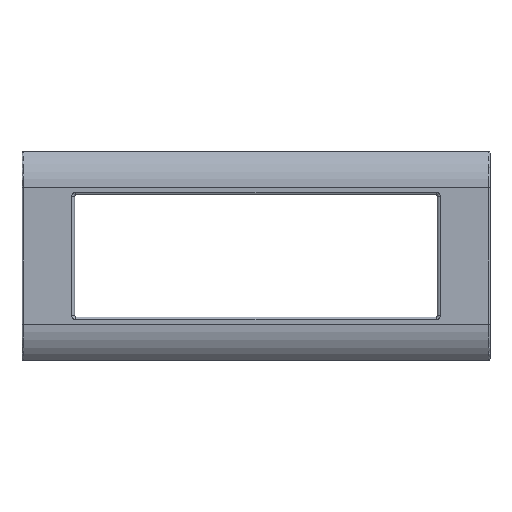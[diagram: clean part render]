
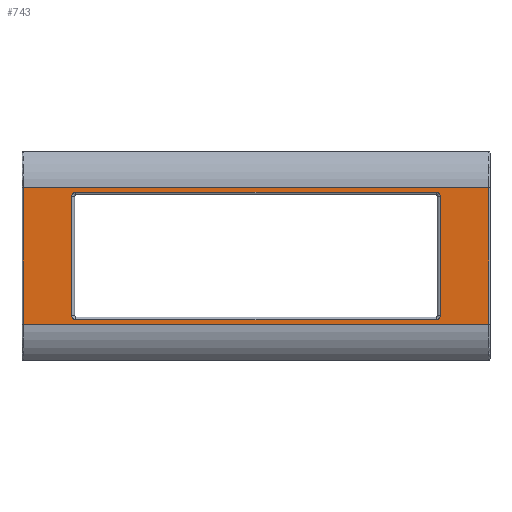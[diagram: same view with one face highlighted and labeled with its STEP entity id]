
A CAD part, top view. The second image highlights one B-rep face of the part: STEP entity #743.
In plain terms, the highlighted planar face has unit normal (0, 0, 1).
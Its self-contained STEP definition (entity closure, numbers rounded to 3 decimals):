
#659=AXIS2_PLACEMENT_3D('Plane Axis2P3D',#656,#657,#658) ;
#679=AXIS2_PLACEMENT_3D('Circle Axis2P3D',#677,#678,$) ;
#695=AXIS2_PLACEMENT_3D('Circle Axis2P3D',#693,#694,$) ;
#709=AXIS2_PLACEMENT_3D('Circle Axis2P3D',#707,#708,$) ;
#723=AXIS2_PLACEMENT_3D('Circle Axis2P3D',#721,#722,$) ;
#503=CARTESIAN_POINT('Line Origine',(0.,-25.584,6.)) ;
#507=CARTESIAN_POINT('Vertex',(-87.,-25.584,6.)) ;
#509=CARTESIAN_POINT('Vertex',(87.,-25.584,6.)) ;
#586=CARTESIAN_POINT('Vertex',(-87.,25.584,6.)) ;
#589=CARTESIAN_POINT('Line Origine',(0.,25.584,6.)) ;
#593=CARTESIAN_POINT('Vertex',(87.,25.584,6.)) ;
#656=CARTESIAN_POINT('Axis2P3D Location',(0.,0.,6.)) ;
#661=CARTESIAN_POINT('Line Origine',(-87.,0.,6.)) ;
#666=CARTESIAN_POINT('Line Origine',(87.,0.,6.)) ;
#677=CARTESIAN_POINT('Axis2P3D Location',(-67.35,-22.35,6.)) ;
#681=CARTESIAN_POINT('Vertex',(-68.85,-22.35,6.)) ;
#683=CARTESIAN_POINT('Vertex',(-67.35,-23.85,6.)) ;
#686=CARTESIAN_POINT('Line Origine',(-68.85,0.,6.)) ;
#690=CARTESIAN_POINT('Vertex',(-68.85,22.35,6.)) ;
#693=CARTESIAN_POINT('Axis2P3D Location',(-67.35,22.35,6.)) ;
#697=CARTESIAN_POINT('Vertex',(-67.35,23.85,6.)) ;
#700=CARTESIAN_POINT('Line Origine',(0.,23.85,6.)) ;
#704=CARTESIAN_POINT('Vertex',(67.35,23.85,6.)) ;
#707=CARTESIAN_POINT('Axis2P3D Location',(67.35,22.35,6.)) ;
#711=CARTESIAN_POINT('Vertex',(68.85,22.35,6.)) ;
#714=CARTESIAN_POINT('Line Origine',(68.85,0.,6.)) ;
#718=CARTESIAN_POINT('Vertex',(68.85,-22.35,6.)) ;
#721=CARTESIAN_POINT('Axis2P3D Location',(67.35,-22.35,6.)) ;
#725=CARTESIAN_POINT('Vertex',(67.35,-23.85,6.)) ;
#728=CARTESIAN_POINT('Line Origine',(0.,-23.85,6.)) ;
#504=DIRECTION('Vector Direction',(-1.,0.,0.)) ;
#590=DIRECTION('Vector Direction',(1.,0.,0.)) ;
#657=DIRECTION('Axis2P3D Direction',(0.,0.,1.)) ;
#658=DIRECTION('Axis2P3D XDirection',(1.,0.,0.)) ;
#662=DIRECTION('Vector Direction',(0.,1.,0.)) ;
#667=DIRECTION('Vector Direction',(0.,-1.,0.)) ;
#678=DIRECTION('Axis2P3D Direction',(0.,0.,1.)) ;
#687=DIRECTION('Vector Direction',(0.,1.,0.)) ;
#694=DIRECTION('Axis2P3D Direction',(0.,0.,1.)) ;
#701=DIRECTION('Vector Direction',(1.,0.,0.)) ;
#708=DIRECTION('Axis2P3D Direction',(0.,0.,1.)) ;
#715=DIRECTION('Vector Direction',(0.,-1.,0.)) ;
#722=DIRECTION('Axis2P3D Direction',(0.,0.,1.)) ;
#729=DIRECTION('Vector Direction',(-1.,0.,0.)) ;
#505=VECTOR('Line Direction',#504,1.) ;
#591=VECTOR('Line Direction',#590,1.) ;
#663=VECTOR('Line Direction',#662,1.) ;
#668=VECTOR('Line Direction',#667,1.) ;
#688=VECTOR('Line Direction',#687,1.) ;
#702=VECTOR('Line Direction',#701,1.) ;
#716=VECTOR('Line Direction',#715,1.) ;
#730=VECTOR('Line Direction',#729,1.) ;
#672=ORIENTED_EDGE('',*,*,#595,.T.) ;
#673=ORIENTED_EDGE('',*,*,#665,.T.) ;
#674=ORIENTED_EDGE('',*,*,#511,.T.) ;
#675=ORIENTED_EDGE('',*,*,#670,.T.) ;
#734=ORIENTED_EDGE('',*,*,#685,.F.) ;
#735=ORIENTED_EDGE('',*,*,#692,.F.) ;
#736=ORIENTED_EDGE('',*,*,#699,.F.) ;
#737=ORIENTED_EDGE('',*,*,#706,.F.) ;
#738=ORIENTED_EDGE('',*,*,#713,.F.) ;
#739=ORIENTED_EDGE('',*,*,#720,.F.) ;
#740=ORIENTED_EDGE('',*,*,#727,.F.) ;
#741=ORIENTED_EDGE('',*,*,#732,.F.) ;
#742=FACE_BOUND('',#733,.T.) ;
#743=ADVANCED_FACE('Modele simplifie',(#676,#742),#660,.T.) ;
#680=CIRCLE('generated circle',#679,1.5) ;
#696=CIRCLE('generated circle',#695,1.5) ;
#710=CIRCLE('generated circle',#709,1.5) ;
#724=CIRCLE('generated circle',#723,1.5) ;
#511=EDGE_CURVE('',#508,#510,#506,.F.) ;
#595=EDGE_CURVE('',#594,#587,#592,.F.) ;
#665=EDGE_CURVE('',#587,#508,#664,.F.) ;
#670=EDGE_CURVE('',#510,#594,#669,.F.) ;
#685=EDGE_CURVE('',#682,#684,#680,.T.) ;
#692=EDGE_CURVE('',#691,#682,#689,.F.) ;
#699=EDGE_CURVE('',#698,#691,#696,.T.) ;
#706=EDGE_CURVE('',#705,#698,#703,.F.) ;
#713=EDGE_CURVE('',#712,#705,#710,.T.) ;
#720=EDGE_CURVE('',#719,#712,#717,.F.) ;
#727=EDGE_CURVE('',#726,#719,#724,.T.) ;
#732=EDGE_CURVE('',#684,#726,#731,.F.) ;
#671=EDGE_LOOP('',(#672,#673,#674,#675)) ;
#733=EDGE_LOOP('',(#734,#735,#736,#737,#738,#739,#740,#741)) ;
#676=FACE_OUTER_BOUND('',#671,.T.) ;
#506=LINE('Line',#503,#505) ;
#592=LINE('Line',#589,#591) ;
#664=LINE('Line',#661,#663) ;
#669=LINE('Line',#666,#668) ;
#689=LINE('Line',#686,#688) ;
#703=LINE('Line',#700,#702) ;
#717=LINE('Line',#714,#716) ;
#731=LINE('Line',#728,#730) ;
#660=PLANE('',#659) ;
#508=VERTEX_POINT('',#507) ;
#510=VERTEX_POINT('',#509) ;
#587=VERTEX_POINT('',#586) ;
#594=VERTEX_POINT('',#593) ;
#682=VERTEX_POINT('',#681) ;
#684=VERTEX_POINT('',#683) ;
#691=VERTEX_POINT('',#690) ;
#698=VERTEX_POINT('',#697) ;
#705=VERTEX_POINT('',#704) ;
#712=VERTEX_POINT('',#711) ;
#719=VERTEX_POINT('',#718) ;
#726=VERTEX_POINT('',#725) ;
